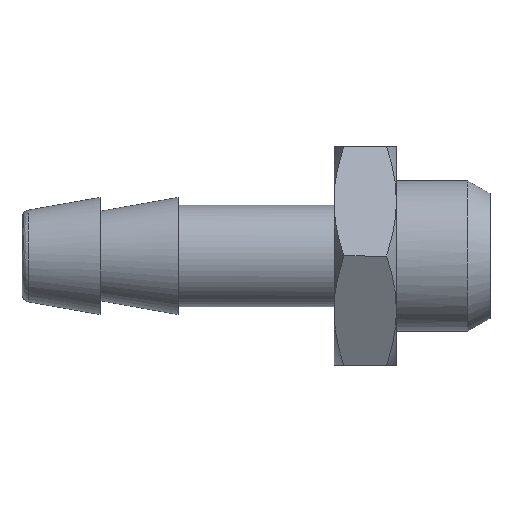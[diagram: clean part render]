
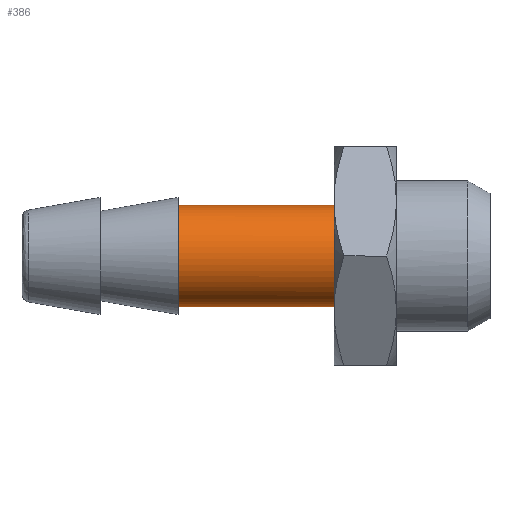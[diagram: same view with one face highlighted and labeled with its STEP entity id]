
A CAD part, left-side view. The second image highlights one B-rep face of the part: STEP entity #386.
In plain terms, the highlighted free-form (B-spline) face has degree [1, 3] with [2, 4] control points.
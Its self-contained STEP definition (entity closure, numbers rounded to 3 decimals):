
#2 = CARTESIAN_POINT ( 'NONE',  ( 0., 10., -3.25 ) ) ;
#24 = CARTESIAN_POINT ( 'NONE',  ( -2.839, 10., 1.638 ) ) ;
#45 = CARTESIAN_POINT ( 'NONE',  ( 0., 20., -3.25 ) ) ;
#54 = ORIENTED_EDGE ( 'NONE', *, *, #115, .F. ) ;
#84 = CARTESIAN_POINT ( 'NONE',  ( -3.166, 20., -0.849 ) ) ;
#98 = CARTESIAN_POINT ( 'NONE',  ( -3.166, 20., 0.849 ) ) ;
#115 = EDGE_CURVE ( 'NONE', #196, #130, #170, .T. ) ;
#130 = VERTEX_POINT ( 'NONE', #1861 ) ;
#132 = EDGE_LOOP ( 'NONE', ( #54, #1517, #1157, #300 ) ) ;
#163 = CARTESIAN_POINT ( 'NONE',  ( 0., 20., -3.25 ) ) ;
#170 = B_SPLINE_CURVE_WITH_KNOTS ( 'NONE', 3,
 ( #45, #552, #543, #1292, #1579, #685, #693, #84, #1418, #1712, #98, #1281, #983, #1576, #1287, #1568, #1873, #1733 ),
 .UNSPECIFIED., .F., .F.,
 ( 4, 2, 2, 2, 2, 2, 2, 2, 4 ),
 ( 0., 0.393, 0.785, 1.178, 1.571, 1.963, 2.356, 2.749, 3.142 ),
 .UNSPECIFIED. ) ;
#172 = CARTESIAN_POINT ( 'NONE',  ( -6.5, 20., -3.25 ) ) ;
#196 = VERTEX_POINT ( 'NONE', #505 ) ;
#300 = ORIENTED_EDGE ( 'NONE', *, *, #1319, .F. ) ;
#378 = EDGE_CURVE ( 'NONE', #1567, #1586, #614, .T. ) ;
#386 = ADVANCED_FACE ( 'NONE', ( #1056 ), #1399, .F. ) ;
#463 = CARTESIAN_POINT ( 'NONE',  ( 0., 10., 3.25 ) ) ;
#468 = CARTESIAN_POINT ( 'NONE',  ( -2.6, 10., -1.996 ) ) ;
#505 = CARTESIAN_POINT ( 'NONE',  ( 0., 20., -3.25 ) ) ;
#543 = CARTESIAN_POINT ( 'NONE',  ( -0.849, 20., -3.166 ) ) ;
#552 = CARTESIAN_POINT ( 'NONE',  ( -0.427, 20., -3.25 ) ) ;
#608 = CARTESIAN_POINT ( 'NONE',  ( -0.849, 10., 3.166 ) ) ;
#614 = B_SPLINE_CURVE_WITH_KNOTS ( 'NONE', 3,
 ( #1362, #1642, #608, #1346, #1802, #626, #24, #1049, #759, #1334, #1795, #882, #468, #1636, #903, #767, #1788, #2 ),
 .UNSPECIFIED., .F., .F.,
 ( 4, 2, 2, 2, 2, 2, 2, 2, 4 ),
 ( 0., 0.393, 0.785, 1.178, 1.571, 1.963, 2.356, 2.749, 3.142 ),
 .UNSPECIFIED. ) ;
#626 = CARTESIAN_POINT ( 'NONE',  ( -2.6, 10., 1.996 ) ) ;
#685 = CARTESIAN_POINT ( 'NONE',  ( -2.6, 20., -1.996 ) ) ;
#693 = CARTESIAN_POINT ( 'NONE',  ( -2.839, 20., -1.638 ) ) ;
#759 = CARTESIAN_POINT ( 'NONE',  ( -3.25, 10., 0.427 ) ) ;
#767 = CARTESIAN_POINT ( 'NONE',  ( -0.849, 10., -3.166 ) ) ;
#800 = B_SPLINE_CURVE_WITH_KNOTS ( 'NONE', 1,
 ( #1743, #1310 ),
 .UNSPECIFIED., .F., .F.,
 ( 2, 2 ),
 ( -1., 0. ),
 .UNSPECIFIED. ) ;
#841 = EDGE_CURVE ( 'NONE', #1586, #196, #1158, .T. ) ;
#882 = CARTESIAN_POINT ( 'NONE',  ( -2.839, 10., -1.638 ) ) ;
#899 = CARTESIAN_POINT ( 'NONE',  ( -6.5, 10., 3.25 ) ) ;
#903 = CARTESIAN_POINT ( 'NONE',  ( -1.638, 10., -2.839 ) ) ;
#983 = CARTESIAN_POINT ( 'NONE',  ( -2.6, 20., 1.996 ) ) ;
#1027 = CARTESIAN_POINT ( 'NONE',  ( 0., 10., 3.25 ) ) ;
#1049 = CARTESIAN_POINT ( 'NONE',  ( -3.166, 10., 0.849 ) ) ;
#1056 = FACE_OUTER_BOUND ( 'NONE', #132, .T. ) ;
#1068 = CARTESIAN_POINT ( 'NONE',  ( 0., 20., 3.25 ) ) ;
#1157 = ORIENTED_EDGE ( 'NONE', *, *, #378, .F. ) ;
#1158 = B_SPLINE_CURVE_WITH_KNOTS ( 'NONE', 1,
 ( #1169, #1162 ),
 .UNSPECIFIED., .F., .F.,
 ( 2, 2 ),
 ( -1., 0. ),
 .UNSPECIFIED. ) ;
#1162 = CARTESIAN_POINT ( 'NONE',  ( 0., 20., -3.25 ) ) ;
#1169 = CARTESIAN_POINT ( 'NONE',  ( 0., 10., -3.25 ) ) ;
#1215 = CARTESIAN_POINT ( 'NONE',  ( 0., 10., -3.25 ) ) ;
#1281 = CARTESIAN_POINT ( 'NONE',  ( -2.839, 20., 1.638 ) ) ;
#1287 = CARTESIAN_POINT ( 'NONE',  ( -1.638, 20., 2.839 ) ) ;
#1292 = CARTESIAN_POINT ( 'NONE',  ( -1.638, 20., -2.839 ) ) ;
#1310 = CARTESIAN_POINT ( 'NONE',  ( 0., 10., 3.25 ) ) ;
#1319 = EDGE_CURVE ( 'NONE', #130, #1567, #800, .T. ) ;
#1334 = CARTESIAN_POINT ( 'NONE',  ( -3.25, 10., -0.427 ) ) ;
#1346 = CARTESIAN_POINT ( 'NONE',  ( -1.638, 10., 2.839 ) ) ;
#1362 = CARTESIAN_POINT ( 'NONE',  ( 0., 10., 3.25 ) ) ;
#1399 =( BOUNDED_SURFACE ( )  B_SPLINE_SURFACE ( 1, 3, ( 
 ( #1068, #1917, #172, #163 ),
 ( #463, #899, #1477, #1215 ) ),
 .UNSPECIFIED., .F., .F., .T. ) 
 B_SPLINE_SURFACE_WITH_KNOTS ( ( 2, 2 ),
 ( 4, 4 ),
 ( 0., 1. ),
 ( 0., 1. ),
 .UNSPECIFIED. ) 
 GEOMETRIC_REPRESENTATION_ITEM ( )  RATIONAL_B_SPLINE_SURFACE ( (
 ( 1., 0.333, 0.333, 1.),
 ( 1., 0.333, 0.333, 1.) ) ) 
 REPRESENTATION_ITEM ( '' )  SURFACE ( )  );
#1418 = CARTESIAN_POINT ( 'NONE',  ( -3.25, 20., -0.427 ) ) ;
#1477 = CARTESIAN_POINT ( 'NONE',  ( -6.5, 10., -3.25 ) ) ;
#1517 = ORIENTED_EDGE ( 'NONE', *, *, #841, .F. ) ;
#1567 = VERTEX_POINT ( 'NONE', #1027 ) ;
#1568 = CARTESIAN_POINT ( 'NONE',  ( -0.849, 20., 3.166 ) ) ;
#1576 = CARTESIAN_POINT ( 'NONE',  ( -1.996, 20., 2.6 ) ) ;
#1579 = CARTESIAN_POINT ( 'NONE',  ( -1.996, 20., -2.6 ) ) ;
#1586 = VERTEX_POINT ( 'NONE', #1791 ) ;
#1636 = CARTESIAN_POINT ( 'NONE',  ( -1.996, 10., -2.6 ) ) ;
#1642 = CARTESIAN_POINT ( 'NONE',  ( -0.427, 10., 3.25 ) ) ;
#1712 = CARTESIAN_POINT ( 'NONE',  ( -3.25, 20., 0.427 ) ) ;
#1733 = CARTESIAN_POINT ( 'NONE',  ( 0., 20., 3.25 ) ) ;
#1743 = CARTESIAN_POINT ( 'NONE',  ( 0., 20., 3.25 ) ) ;
#1788 = CARTESIAN_POINT ( 'NONE',  ( -0.427, 10., -3.25 ) ) ;
#1791 = CARTESIAN_POINT ( 'NONE',  ( 0., 10., -3.25 ) ) ;
#1795 = CARTESIAN_POINT ( 'NONE',  ( -3.166, 10., -0.849 ) ) ;
#1802 = CARTESIAN_POINT ( 'NONE',  ( -1.996, 10., 2.6 ) ) ;
#1861 = CARTESIAN_POINT ( 'NONE',  ( 0., 20., 3.25 ) ) ;
#1873 = CARTESIAN_POINT ( 'NONE',  ( -0.427, 20., 3.25 ) ) ;
#1917 = CARTESIAN_POINT ( 'NONE',  ( -6.5, 20., 3.25 ) ) ;
